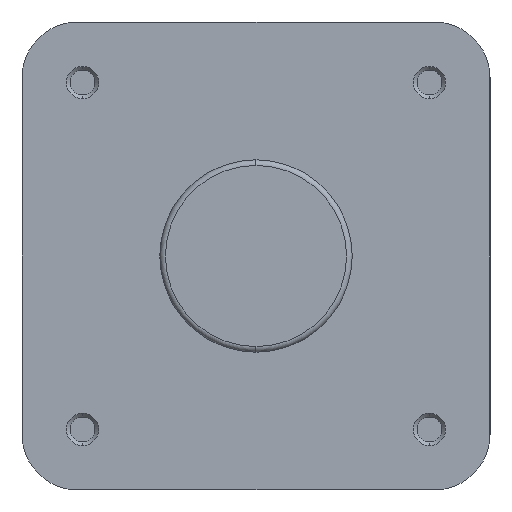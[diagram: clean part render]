
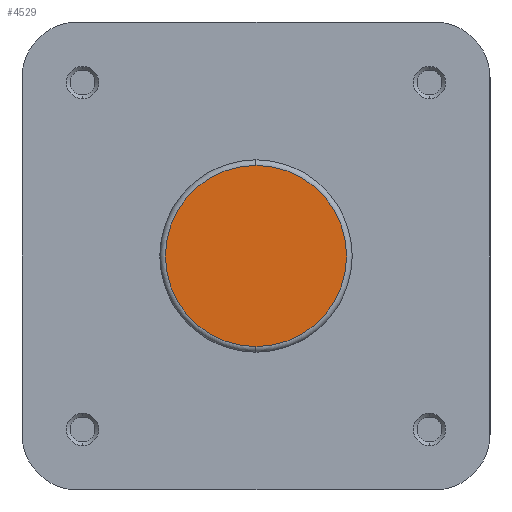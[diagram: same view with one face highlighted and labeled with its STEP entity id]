
A CAD part, left-side view. The second image highlights one B-rep face of the part: STEP entity #4529.
In plain terms, the highlighted planar face has unit normal (-1, 0, 0).
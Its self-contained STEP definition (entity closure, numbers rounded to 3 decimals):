
#183 = EDGE_CURVE ( 'NONE', #4562, #4561, #3839, .T. ) ;
#432 = EDGE_CURVE ( 'NONE', #4561, #4562, #4215, .T. ) ;
#500 = AXIS2_PLACEMENT_3D ( 'NONE', #5136, #5142, #5143 ) ;
#616 = AXIS2_PLACEMENT_3D ( 'NONE', #5781, #5793, #5794 ) ;
#891 = AXIS2_PLACEMENT_3D ( 'NONE', #1979, #1982, #1983 ) ;
#1979 = CARTESIAN_POINT ( 'NONE',  ( 0., 0., 0. ) ) ;
#1980 = PLANE ( 'NONE',  #891 ) ;
#1982 = DIRECTION ( 'NONE',  ( 1., 0., 0. ) ) ;
#1983 = DIRECTION ( 'NONE',  ( 0., 0., -1. ) ) ;
#2048 = CARTESIAN_POINT ( 'NONE',  ( 0., 0., 24.4 ) ) ;
#2049 = CARTESIAN_POINT ( 'NONE',  ( 0., 0., -24.4 ) ) ;
#2871 = FACE_OUTER_BOUND ( 'NONE', #3629, .T. ) ;
#3629 = EDGE_LOOP ( 'NONE', ( #6144, #6192 ) ) ;
#3839 = CIRCLE ( 'NONE', #500, 24.4 ) ;
#4215 = CIRCLE ( 'NONE', #616, 24.4 ) ;
#4529 = ADVANCED_FACE ( 'NONE', ( #2871 ), #1980, .F. ) ;
#4561 = VERTEX_POINT ( 'NONE', #2048 ) ;
#4562 = VERTEX_POINT ( 'NONE', #2049 ) ;
#5136 = CARTESIAN_POINT ( 'NONE',  ( 0., 0., 0. ) ) ;
#5142 = DIRECTION ( 'NONE',  ( -1., 0., 0. ) ) ;
#5143 = DIRECTION ( 'NONE',  ( 0., 0., -1. ) ) ;
#5781 = CARTESIAN_POINT ( 'NONE',  ( 0., 0., 0. ) ) ;
#5793 = DIRECTION ( 'NONE',  ( -1., 0., 0. ) ) ;
#5794 = DIRECTION ( 'NONE',  ( 0., 0., -1. ) ) ;
#6144 = ORIENTED_EDGE ( 'NONE', *, *, #183, .T. ) ;
#6192 = ORIENTED_EDGE ( 'NONE', *, *, #432, .T. ) ;
